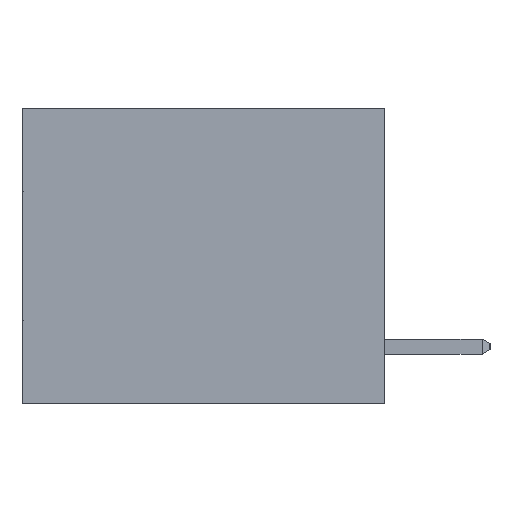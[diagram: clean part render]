
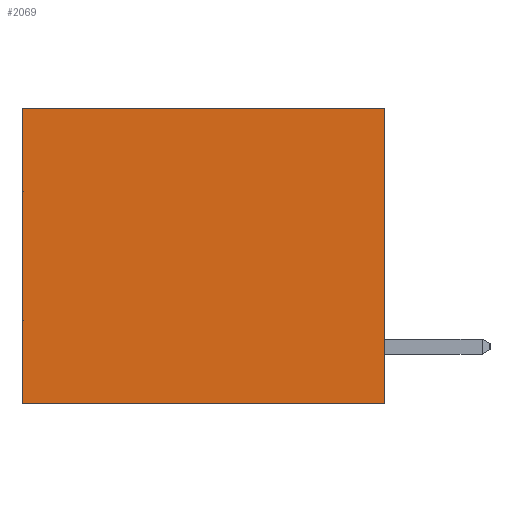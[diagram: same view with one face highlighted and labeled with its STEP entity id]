
A CAD part, left-side view. The second image highlights one B-rep face of the part: STEP entity #2069.
In plain terms, the highlighted planar face has unit normal (-1, 0, 0).
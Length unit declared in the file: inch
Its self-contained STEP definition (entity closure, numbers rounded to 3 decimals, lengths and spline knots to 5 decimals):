
#34 = LINE ( 'NONE', #29833, #15700 ) ;
#1265 = VECTOR ( 'NONE', #11280, 39.37008 ) ;
#1483 = LINE ( 'NONE', #27005, #19547 ) ;
#2069 = ADVANCED_FACE ( 'NONE', ( #20492 ), #19803, .F. ) ;
#3161 = ORIENTED_EDGE ( 'NONE', *, *, #19905, .T. ) ;
#4008 = ORIENTED_EDGE ( 'NONE', *, *, #20457, .T. ) ;
#5593 = VERTEX_POINT ( 'NONE', #30760 ) ;
#5624 = ORIENTED_EDGE ( 'NONE', *, *, #14200, .F. ) ;
#5842 = LINE ( 'NONE', #32154, #18695 ) ;
#6158 = CARTESIAN_POINT ( 'NONE',  ( 0.3165, 0.6, -0.49 ) ) ;
#6596 = VERTEX_POINT ( 'NONE', #6158 ) ;
#7001 = DIRECTION ( 'NONE',  ( 1., 0., 0. ) ) ;
#8799 = CARTESIAN_POINT ( 'NONE',  ( 0.3165, 0., -0.49 ) ) ;
#9441 = ORIENTED_EDGE ( 'NONE', *, *, #30559, .F. ) ;
#11280 = DIRECTION ( 'NONE',  ( 0., 0., -1. ) ) ;
#12173 = DIRECTION ( 'NONE',  ( 0., 0., -1. ) ) ;
#13694 = LINE ( 'NONE', #8799, #1265 ) ;
#13831 = AXIS2_PLACEMENT_3D ( 'NONE', #32442, #7001, #12173 ) ;
#14200 = EDGE_CURVE ( 'NONE', #25149, #32455, #13694, .T. ) ;
#15700 = VECTOR ( 'NONE', #30038, 39.37008 ) ;
#16105 = EDGE_LOOP ( 'NONE', ( #3161, #9441, #5624, #4008 ) ) ;
#17024 = DIRECTION ( 'NONE',  ( 0., 1., 0. ) ) ;
#18695 = VECTOR ( 'NONE', #17024, 39.37008 ) ;
#19547 = VECTOR ( 'NONE', #29563, 39.37008 ) ;
#19803 = PLANE ( 'NONE',  #13831 ) ;
#19905 = EDGE_CURVE ( 'NONE', #5593, #6596, #1483, .T. ) ;
#20358 = CARTESIAN_POINT ( 'NONE',  ( 0.3165, 0., -0.49 ) ) ;
#20457 = EDGE_CURVE ( 'NONE', #25149, #5593, #5842, .T. ) ;
#20492 = FACE_OUTER_BOUND ( 'NONE', #16105, .T. ) ;
#21791 = CARTESIAN_POINT ( 'NONE',  ( 0.3165, 0., 0. ) ) ;
#25149 = VERTEX_POINT ( 'NONE', #21791 ) ;
#27005 = CARTESIAN_POINT ( 'NONE',  ( 0.3165, 0.6, -0.49 ) ) ;
#29563 = DIRECTION ( 'NONE',  ( 0., 0., -1. ) ) ;
#29833 = CARTESIAN_POINT ( 'NONE',  ( 0.3165, 0., -0.49 ) ) ;
#30038 = DIRECTION ( 'NONE',  ( 0., 1., 0. ) ) ;
#30559 = EDGE_CURVE ( 'NONE', #32455, #6596, #34, .T. ) ;
#30760 = CARTESIAN_POINT ( 'NONE',  ( 0.3165, 0.6, 0. ) ) ;
#32154 = CARTESIAN_POINT ( 'NONE',  ( 0.3165, 0., 0. ) ) ;
#32442 = CARTESIAN_POINT ( 'NONE',  ( 0.3165, 0., -0.49 ) ) ;
#32455 = VERTEX_POINT ( 'NONE', #20358 ) ;
